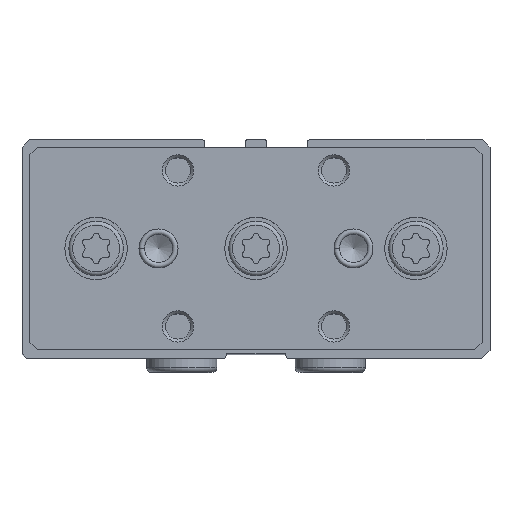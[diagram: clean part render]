
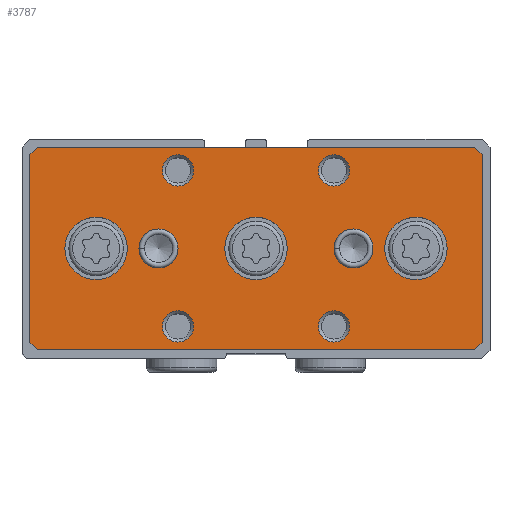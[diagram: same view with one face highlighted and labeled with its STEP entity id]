
A CAD part, top view. The second image highlights one B-rep face of the part: STEP entity #3787.
In plain terms, the highlighted face is planar.
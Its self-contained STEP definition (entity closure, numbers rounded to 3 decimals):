
#174=PLANE('',#4200);
#318=CIRCLE('',#4201,4.);
#319=CIRCLE('',#4202,4.);
#320=CIRCLE('',#4203,4.);
#321=CIRCLE('',#4204,2.5);
#322=CIRCLE('',#4205,2.5);
#323=CIRCLE('',#4206,2.);
#324=CIRCLE('',#4207,2.);
#325=CIRCLE('',#4208,2.);
#326=CIRCLE('',#4209,2.);
#590=LINE('',#6350,#808);
#591=LINE('',#6353,#809);
#592=LINE('',#6355,#810);
#593=LINE('',#6357,#811);
#594=LINE('',#6359,#812);
#595=LINE('',#6361,#813);
#596=LINE('',#6363,#814);
#597=LINE('',#6365,#815);
#808=VECTOR('',#5073,1000.);
#809=VECTOR('',#5074,1000.);
#810=VECTOR('',#5075,1000.);
#811=VECTOR('',#5076,1000.);
#812=VECTOR('',#5077,1000.);
#813=VECTOR('',#5078,1000.);
#814=VECTOR('',#5079,1000.);
#815=VECTOR('',#5080,1000.);
#1380=ORIENTED_EDGE('',*,*,#2135,.F.);
#1381=ORIENTED_EDGE('',*,*,#2136,.F.);
#1382=ORIENTED_EDGE('',*,*,#2137,.F.);
#1383=ORIENTED_EDGE('',*,*,#2138,.F.);
#1384=ORIENTED_EDGE('',*,*,#2139,.F.);
#1385=ORIENTED_EDGE('',*,*,#2140,.F.);
#1386=ORIENTED_EDGE('',*,*,#2141,.F.);
#1387=ORIENTED_EDGE('',*,*,#2142,.F.);
#1388=ORIENTED_EDGE('',*,*,#2143,.F.);
#1389=ORIENTED_EDGE('',*,*,#2144,.T.);
#1390=ORIENTED_EDGE('',*,*,#2145,.T.);
#1391=ORIENTED_EDGE('',*,*,#2146,.T.);
#1392=ORIENTED_EDGE('',*,*,#2147,.T.);
#1393=ORIENTED_EDGE('',*,*,#2148,.T.);
#1394=ORIENTED_EDGE('',*,*,#2149,.T.);
#1395=ORIENTED_EDGE('',*,*,#2150,.T.);
#1396=ORIENTED_EDGE('',*,*,#2151,.T.);
#2135=EDGE_CURVE('',#2577,#2577,#318,.T.);
#2136=EDGE_CURVE('',#2578,#2578,#319,.T.);
#2137=EDGE_CURVE('',#2579,#2579,#320,.T.);
#2138=EDGE_CURVE('',#2580,#2580,#321,.T.);
#2139=EDGE_CURVE('',#2581,#2581,#322,.T.);
#2140=EDGE_CURVE('',#2582,#2582,#323,.T.);
#2141=EDGE_CURVE('',#2583,#2583,#324,.T.);
#2142=EDGE_CURVE('',#2584,#2584,#325,.T.);
#2143=EDGE_CURVE('',#2585,#2585,#326,.T.);
#2144=EDGE_CURVE('',#2586,#2587,#590,.T.);
#2145=EDGE_CURVE('',#2587,#2588,#591,.T.);
#2146=EDGE_CURVE('',#2588,#2589,#592,.T.);
#2147=EDGE_CURVE('',#2589,#2590,#593,.T.);
#2148=EDGE_CURVE('',#2590,#2591,#594,.T.);
#2149=EDGE_CURVE('',#2591,#2592,#595,.T.);
#2150=EDGE_CURVE('',#2592,#2593,#596,.T.);
#2151=EDGE_CURVE('',#2593,#2586,#597,.T.);
#2577=VERTEX_POINT('',#6333);
#2578=VERTEX_POINT('',#6335);
#2579=VERTEX_POINT('',#6337);
#2580=VERTEX_POINT('',#6339);
#2581=VERTEX_POINT('',#6341);
#2582=VERTEX_POINT('',#6343);
#2583=VERTEX_POINT('',#6345);
#2584=VERTEX_POINT('',#6347);
#2585=VERTEX_POINT('',#6349);
#2586=VERTEX_POINT('',#6351);
#2587=VERTEX_POINT('',#6352);
#2588=VERTEX_POINT('',#6354);
#2589=VERTEX_POINT('',#6356);
#2590=VERTEX_POINT('',#6358);
#2591=VERTEX_POINT('',#6360);
#2592=VERTEX_POINT('',#6362);
#2593=VERTEX_POINT('',#6364);
#2976=EDGE_LOOP('',(#1380));
#2977=EDGE_LOOP('',(#1381));
#2978=EDGE_LOOP('',(#1382));
#2979=EDGE_LOOP('',(#1383));
#2980=EDGE_LOOP('',(#1384));
#2981=EDGE_LOOP('',(#1385));
#2982=EDGE_LOOP('',(#1386));
#2983=EDGE_LOOP('',(#1387));
#2984=EDGE_LOOP('',(#1388));
#2985=EDGE_LOOP('',(#1389,#1390,#1391,#1392,#1393,#1394,#1395,#1396));
#3359=FACE_BOUND('',#2976,.T.);
#3360=FACE_BOUND('',#2977,.T.);
#3361=FACE_BOUND('',#2978,.T.);
#3362=FACE_BOUND('',#2979,.T.);
#3363=FACE_BOUND('',#2980,.T.);
#3364=FACE_BOUND('',#2981,.T.);
#3365=FACE_BOUND('',#2982,.T.);
#3366=FACE_BOUND('',#2983,.T.);
#3367=FACE_BOUND('',#2984,.T.);
#3368=FACE_BOUND('',#2985,.T.);
#3787=ADVANCED_FACE('',(#3359,#3360,#3361,#3362,#3363,#3364,#3365,#3366,
#3367,#3368),#174,.T.);
#4200=AXIS2_PLACEMENT_3D('',#6331,#5053,#5054);
#4201=AXIS2_PLACEMENT_3D('',#6332,#5055,#5056);
#4202=AXIS2_PLACEMENT_3D('',#6334,#5057,#5058);
#4203=AXIS2_PLACEMENT_3D('',#6336,#5059,#5060);
#4204=AXIS2_PLACEMENT_3D('',#6338,#5061,#5062);
#4205=AXIS2_PLACEMENT_3D('',#6340,#5063,#5064);
#4206=AXIS2_PLACEMENT_3D('',#6342,#5065,#5066);
#4207=AXIS2_PLACEMENT_3D('',#6344,#5067,#5068);
#4208=AXIS2_PLACEMENT_3D('',#6346,#5069,#5070);
#4209=AXIS2_PLACEMENT_3D('',#6348,#5071,#5072);
#5053=DIRECTION('',(1.,0.,0.));
#5054=DIRECTION('',(0.,0.,-1.));
#5055=DIRECTION('',(1.,0.,0.));
#5056=DIRECTION('',(0.,0.,-1.));
#5057=DIRECTION('',(1.,0.,0.));
#5058=DIRECTION('',(0.,0.,-1.));
#5059=DIRECTION('',(1.,0.,0.));
#5060=DIRECTION('',(0.,0.,-1.));
#5061=DIRECTION('',(1.,0.,0.));
#5062=DIRECTION('',(0.,0.,-1.));
#5063=DIRECTION('',(1.,0.,0.));
#5064=DIRECTION('',(0.,0.,-1.));
#5065=DIRECTION('',(1.,0.,0.));
#5066=DIRECTION('',(0.,0.,-1.));
#5067=DIRECTION('',(1.,0.,0.));
#5068=DIRECTION('',(0.,0.,-1.));
#5069=DIRECTION('',(1.,0.,0.));
#5070=DIRECTION('',(0.,0.,-1.));
#5071=DIRECTION('',(1.,0.,0.));
#5072=DIRECTION('',(0.,0.,-1.));
#5073=DIRECTION('',(0.,-1.,0.));
#5074=DIRECTION('',(0.,-0.707,-0.707));
#5075=DIRECTION('',(0.,0.,-1.));
#5076=DIRECTION('',(0.,0.707,-0.707));
#5077=DIRECTION('',(0.,1.,0.));
#5078=DIRECTION('',(0.,0.707,0.707));
#5079=DIRECTION('',(0.,0.,1.));
#5080=DIRECTION('',(0.,-0.707,0.707));
#6331=CARTESIAN_POINT('',(13.,0.,0.));
#6332=CARTESIAN_POINT('',(13.,0.,20.5));
#6333=CARTESIAN_POINT('',(13.,0.,16.5));
#6334=CARTESIAN_POINT('',(13.,0.,-20.5));
#6335=CARTESIAN_POINT('',(13.,0.,-24.5));
#6336=CARTESIAN_POINT('',(13.,0.,0.));
#6337=CARTESIAN_POINT('',(13.,0.,-4.));
#6338=CARTESIAN_POINT('',(13.,0.,12.5));
#6339=CARTESIAN_POINT('',(13.,0.,10.));
#6340=CARTESIAN_POINT('',(13.,0.,-12.5));
#6341=CARTESIAN_POINT('',(13.,0.,-15.));
#6342=CARTESIAN_POINT('',(13.,-10.,10.));
#6343=CARTESIAN_POINT('',(13.,-10.,8.));
#6344=CARTESIAN_POINT('',(13.,-10.,-10.));
#6345=CARTESIAN_POINT('',(13.,-10.,-12.));
#6346=CARTESIAN_POINT('',(13.,10.,10.));
#6347=CARTESIAN_POINT('',(13.,10.,8.));
#6348=CARTESIAN_POINT('',(13.,10.,-10.));
#6349=CARTESIAN_POINT('',(13.,10.,-12.));
#6350=CARTESIAN_POINT('',(13.,12.,29.));
#6351=CARTESIAN_POINT('',(13.,12.,29.));
#6352=CARTESIAN_POINT('',(13.,-12.,29.));
#6353=CARTESIAN_POINT('',(13.,-12.,29.));
#6354=CARTESIAN_POINT('',(13.,-13.,28.));
#6355=CARTESIAN_POINT('',(13.,-13.,28.));
#6356=CARTESIAN_POINT('',(13.,-13.,-28.));
#6357=CARTESIAN_POINT('',(13.,-13.,-28.));
#6358=CARTESIAN_POINT('',(13.,-12.,-29.));
#6359=CARTESIAN_POINT('',(13.,-12.,-29.));
#6360=CARTESIAN_POINT('',(13.,12.,-29.));
#6361=CARTESIAN_POINT('',(13.,12.,-29.));
#6362=CARTESIAN_POINT('',(13.,13.,-28.));
#6363=CARTESIAN_POINT('',(13.,13.,-28.));
#6364=CARTESIAN_POINT('',(13.,13.,28.));
#6365=CARTESIAN_POINT('',(13.,13.,28.));
